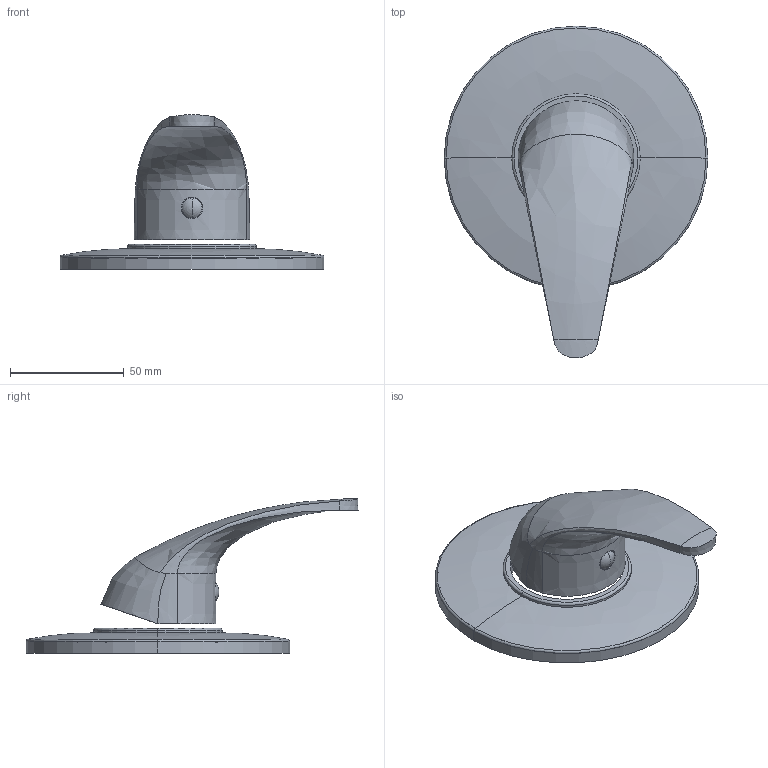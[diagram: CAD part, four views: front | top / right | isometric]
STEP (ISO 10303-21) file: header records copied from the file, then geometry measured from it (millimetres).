
FILE_DESCRIPTION((''),'2;1');
FILE_NAME('ND010CREST','2021-11-10T10:41:31',('ut3'),('PAFFONI SpA'),'CREO PARAMETRIC BY PTC INC, 2020044','CREO PARAMETRIC BY PTC INC, 2020044','');
FILE_SCHEMA(('CONFIG_CONTROL_DESIGN','SHAPE_APPEARANCE_LAYERS_GROUPS'));
Length unit declared in the file: millimetre
Products named in the file (1): ND010CREST
Bounding box: 116 x 146 x 68 mm (x, y, z)
Volume: 49026 mm3; surface area: 40723.9 mm2
Topology: 2 solids, 2 shells, 105 faces, 265 edges, 167 vertices
Faces by surface type: plane 46, cylinder 24, bspline 17, cone 10, torus 6, sphere 2
Entity records: 5313 total; most frequent: CARTESIAN_POINT 2093, ORIENTED_EDGE 518, DIRECTION 474, EDGE_CURVE 259, AXIS2_PLACEMENT_3D 179, VERTEX_POINT 167, VECTOR 116, LINE 116
